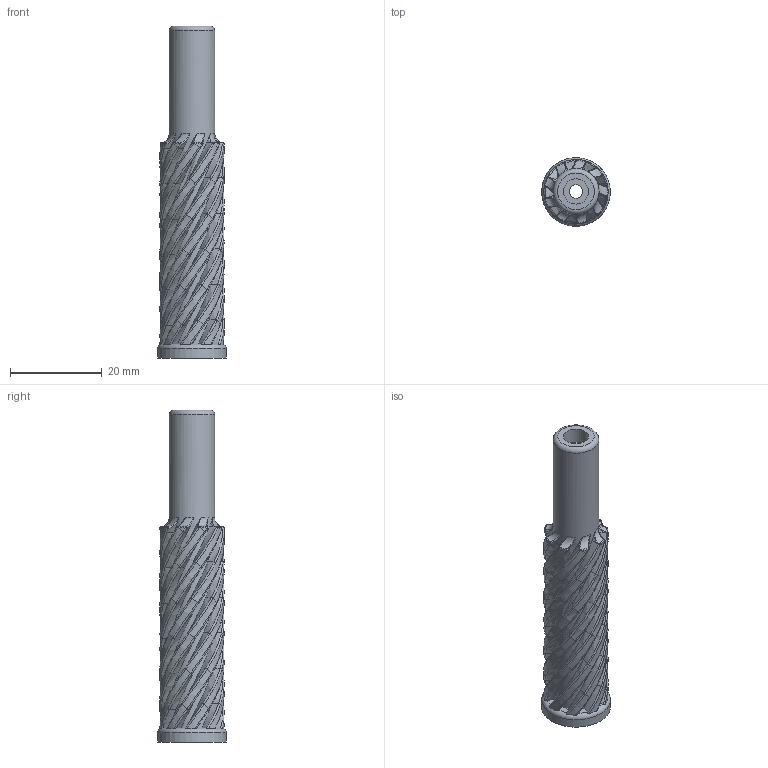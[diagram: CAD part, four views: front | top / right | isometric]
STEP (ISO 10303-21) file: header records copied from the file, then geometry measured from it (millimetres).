
FILE_DESCRIPTION(/* description */ (''),/* implementation_level */ '2;1');
FILE_NAME(/* name */ 'Lead Screw 9mm Hole.stp',/* time_stamp */ '2016-10-28T13:23:58-07:00',/* author */ (''),/* organization */ (''),/* preprocessor_version */ 'ST-DEVELOPER v15.2',/* originating_system */ 'Autodesk Translator Framework v2.0.0.5431',/* authorisation */ '');
FILE_SCHEMA (('AUTOMOTIVE_DESIGN { 1 0 10303 214 3 1 1 }'));
Length unit declared in the file: centimetre
Products named in the file (1): (Unsaved)
Bounding box: 15 x 15 x 72.5 mm (x, y, z)
Volume: 5885.3 mm3; surface area: 5833.4 mm2
Topology: 1 solids, 1 shells, 406 faces, 990 edges, 587 vertices
Faces by surface type: bspline 369, cylinder 12, torus 12, plane 12, cone 1
Full cylindrical faces by diameter (mm): 3 x1, 5.5 x1, 6 x1, 10 x1, 15 x1
Entity records: 20645 total; most frequent: CARTESIAN_POINT 13394, ORIENTED_EDGE 1912, EDGE_CURVE 956, DIRECTION 750, VERTEX_POINT 569, B_SPLINE_CURVE_WITH_KNOTS 522, EDGE_LOOP 411, ADVANCED_FACE 399
